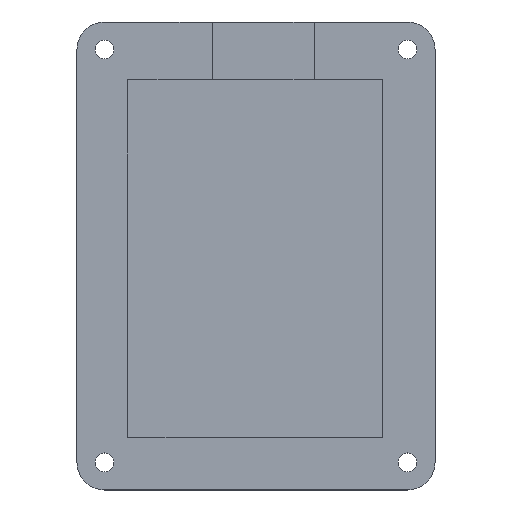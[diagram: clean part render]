
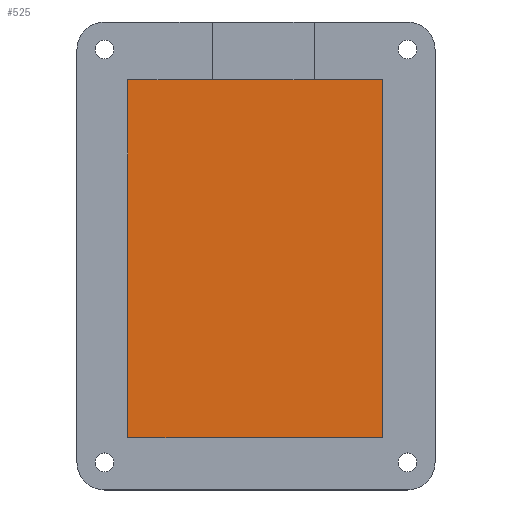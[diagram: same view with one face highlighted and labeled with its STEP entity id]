
A CAD part, top view. The second image highlights one B-rep face of the part: STEP entity #525.
In plain terms, the highlighted planar face has unit normal (0, 0, 1).
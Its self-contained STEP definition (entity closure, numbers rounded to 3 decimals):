
#75=FACE_OUTER_BOUND('',#113,.T.);
#113=EDGE_LOOP('',(#431,#432,#433,#434));
#156=LINE('',#830,#204);
#170=LINE('',#873,#218);
#171=LINE('',#875,#219);
#172=LINE('',#876,#220);
#204=VECTOR('',#660,10.);
#218=VECTOR('',#706,10.);
#219=VECTOR('',#707,10.);
#220=VECTOR('',#708,10.);
#255=VERTEX_POINT('',#827);
#256=VERTEX_POINT('',#829);
#269=VERTEX_POINT('',#872);
#270=VERTEX_POINT('',#874);
#308=EDGE_CURVE('',#255,#256,#156,.T.);
#330=EDGE_CURVE('',#269,#255,#170,.T.);
#331=EDGE_CURVE('',#270,#269,#171,.T.);
#332=EDGE_CURVE('',#256,#270,#172,.T.);
#431=ORIENTED_EDGE('',*,*,#308,.F.);
#432=ORIENTED_EDGE('',*,*,#330,.F.);
#433=ORIENTED_EDGE('',*,*,#331,.F.);
#434=ORIENTED_EDGE('',*,*,#332,.F.);
#503=PLANE('',#585);
#525=ADVANCED_FACE('',(#75),#503,.T.);
#585=AXIS2_PLACEMENT_3D('',#871,#704,#705);
#660=DIRECTION('',(1.,0.,0.));
#704=DIRECTION('center_axis',(0.,0.,1.));
#705=DIRECTION('ref_axis',(1.,0.,0.));
#706=DIRECTION('',(0.,1.,0.));
#707=DIRECTION('',(-1.,0.,0.));
#708=DIRECTION('',(0.,-1.,0.));
#827=CARTESIAN_POINT('',(-26.712,58.851,3.));
#829=CARTESIAN_POINT('',(19.538,58.851,3.));
#830=CARTESIAN_POINT('',(-15.15,58.851,3.));
#871=CARTESIAN_POINT('Origin',(-3.587,26.401,3.));
#872=CARTESIAN_POINT('',(-26.712,-6.049,3.));
#873=CARTESIAN_POINT('',(-26.712,10.176,3.));
#874=CARTESIAN_POINT('',(19.538,-6.049,3.));
#875=CARTESIAN_POINT('',(7.975,-6.049,3.));
#876=CARTESIAN_POINT('',(19.538,42.626,3.));
